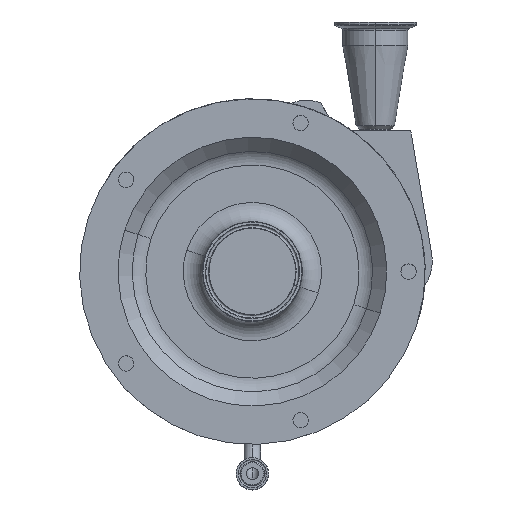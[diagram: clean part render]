
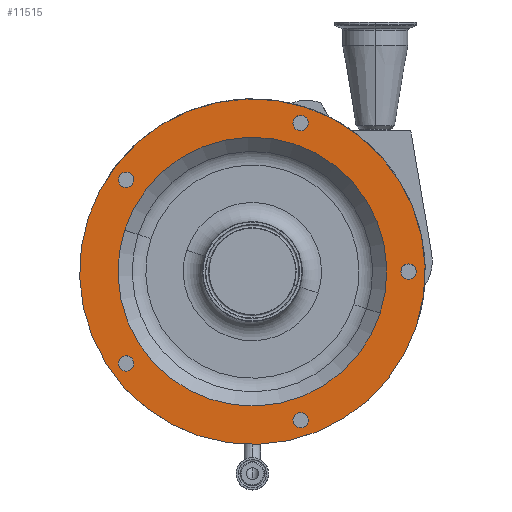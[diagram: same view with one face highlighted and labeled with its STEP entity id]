
A CAD part, top view. The second image highlights one B-rep face of the part: STEP entity #11515.
In plain terms, the highlighted planar face has unit normal (0, 0, 1).
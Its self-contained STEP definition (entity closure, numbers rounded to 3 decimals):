
#92 = FACE_BOUND ( 'NONE', #15465, .T. ) ;
#346 = AXIS2_PLACEMENT_3D ( 'NONE', #15479, #11129, #15295 ) ;
#515 = DIRECTION ( 'NONE',  ( 0., 0., 1. ) ) ;
#621 = CIRCLE ( 'NONE', #9214, 135. ) ;
#736 = ORIENTED_EDGE ( 'NONE', *, *, #7009, .F. ) ;
#848 = CARTESIAN_POINT ( 'NONE',  ( 31.994, 117.883, 212.5 ) ) ;
#926 = CIRCLE ( 'NONE', #4493, 6. ) ;
#1000 = ORIENTED_EDGE ( 'NONE', *, *, #1608, .F. ) ;
#1115 = DIRECTION ( 'NONE',  ( 0.951, -0.309, 0. ) ) ;
#1190 = DIRECTION ( 'NONE',  ( 0., -1., 0. ) ) ;
#1278 = CARTESIAN_POINT ( 'NONE',  ( 43.406, 114.175, 212.5 ) ) ;
#1418 = VERTEX_POINT ( 'NONE', #15953 ) ;
#1592 = PLANE ( 'NONE',  #10492 ) ;
#1608 = EDGE_CURVE ( 'NONE', #9459, #14196, #14242, .T. ) ;
#2151 = AXIS2_PLACEMENT_3D ( 'NONE', #4148, #13668, #18045 ) ;
#2367 = DIRECTION ( 'NONE',  ( 0., 0., 1. ) ) ;
#2515 = EDGE_CURVE ( 'NONE', #7130, #14338, #16356, .T. ) ;
#2653 = DIRECTION ( 'NONE',  ( 0., 0., 1. ) ) ;
#2849 = DIRECTION ( 'NONE',  ( 0.951, -0.309, 0. ) ) ;
#2937 = DIRECTION ( 'NONE',  ( 0., 0., 1. ) ) ;
#2982 = DIRECTION ( 'NONE',  ( 0., -1., 0. ) ) ;
#3028 = CARTESIAN_POINT ( 'NONE',  ( 128.393, -41.717, 212.5 ) ) ;
#3151 = EDGE_CURVE ( 'NONE', #14338, #7130, #6325, .T. ) ;
#3190 = DIRECTION ( 'NONE',  ( 0.951, -0.309, 0. ) ) ;
#3311 = AXIS2_PLACEMENT_3D ( 'NONE', #10705, #515, #17587 ) ;
#3547 = VERTEX_POINT ( 'NONE', #1278 ) ;
#3600 = CIRCLE ( 'NONE', #11283, 6. ) ;
#3721 = EDGE_CURVE ( 'NONE', #14196, #9459, #17810, .T. ) ;
#4114 = CARTESIAN_POINT ( 'NONE',  ( -98.7, -71.71, 212.5 ) ) ;
#4148 = CARTESIAN_POINT ( 'NONE',  ( -98.7, -71.71, 212.5 ) ) ;
#4270 = CARTESIAN_POINT ( 'NONE',  ( -128.393, 41.717, 212.5 ) ) ;
#4493 = AXIS2_PLACEMENT_3D ( 'NONE', #13935, #15146, #13561 ) ;
#4544 = CIRCLE ( 'NONE', #5740, 6. ) ;
#4652 = FACE_BOUND ( 'NONE', #15917, .T. ) ;
#4970 = VERTEX_POINT ( 'NONE', #848 ) ;
#5019 = CARTESIAN_POINT ( 'NONE',  ( 37.7, -116.029, 212.5 ) ) ;
#5348 = CIRCLE ( 'NONE', #12993, 6. ) ;
#5567 = CARTESIAN_POINT ( 'NONE',  ( 122., 0., 212.5 ) ) ;
#5573 = ORIENTED_EDGE ( 'NONE', *, *, #12762, .F. ) ;
#5740 = AXIS2_PLACEMENT_3D ( 'NONE', #6446, #9653, #9298 ) ;
#5775 = FACE_OUTER_BOUND ( 'NONE', #9724, .T. ) ;
#5863 = DIRECTION ( 'NONE',  ( 0., 0., -1. ) ) ;
#6045 = ORIENTED_EDGE ( 'NONE', *, *, #3721, .F. ) ;
#6312 = AXIS2_PLACEMENT_3D ( 'NONE', #15040, #2367, #13641 ) ;
#6325 = CIRCLE ( 'NONE', #13672, 6. ) ;
#6446 = CARTESIAN_POINT ( 'NONE',  ( -98.7, 71.71, 212.5 ) ) ;
#6615 = CARTESIAN_POINT ( 'NONE',  ( -95.173, -76.564, 212.5 ) ) ;
#6653 = CARTESIAN_POINT ( 'NONE',  ( 122., -6., 212.5 ) ) ;
#6725 = DIRECTION ( 'NONE',  ( -0.588, 0.809, 0. ) ) ;
#6877 = CARTESIAN_POINT ( 'NONE',  ( 37.7, 116.029, 212.5 ) ) ;
#6933 = CARTESIAN_POINT ( 'NONE',  ( -102.227, -66.856, 212.5 ) ) ;
#7009 = EDGE_CURVE ( 'NONE', #10348, #14427, #13760, .T. ) ;
#7126 = CARTESIAN_POINT ( 'NONE',  ( -99.861, 32.447, 212.5 ) ) ;
#7130 = VERTEX_POINT ( 'NONE', #6653 ) ;
#7256 = CARTESIAN_POINT ( 'NONE',  ( 12.052, 37.091, 212.5 ) ) ;
#7468 = EDGE_CURVE ( 'NONE', #13631, #12793, #12312, .T. ) ;
#7886 = DIRECTION ( 'NONE',  ( -0.951, -0.309, 0. ) ) ;
#8129 = VERTEX_POINT ( 'NONE', #11180 ) ;
#8137 = CARTESIAN_POINT ( 'NONE',  ( 37.7, 116.029, 212.5 ) ) ;
#8177 = DIRECTION ( 'NONE',  ( 0., 0., 1. ) ) ;
#8387 = CIRCLE ( 'NONE', #10749, 6. ) ;
#9060 = AXIS2_PLACEMENT_3D ( 'NONE', #12272, #16459, #18120 ) ;
#9077 = AXIS2_PLACEMENT_3D ( 'NONE', #17554, #10498, #3190 ) ;
#9214 = AXIS2_PLACEMENT_3D ( 'NONE', #15612, #2937, #2849 ) ;
#9285 = CARTESIAN_POINT ( 'NONE',  ( -95.173, 76.564, 212.5 ) ) ;
#9298 = DIRECTION ( 'NONE',  ( 0.588, 0.809, 0. ) ) ;
#9368 = ORIENTED_EDGE ( 'NONE', *, *, #7468, .T. ) ;
#9459 = VERTEX_POINT ( 'NONE', #7126 ) ;
#9605 = CIRCLE ( 'NONE', #14019, 6. ) ;
#9653 = DIRECTION ( 'NONE',  ( 0., 0., 1. ) ) ;
#9724 = EDGE_LOOP ( 'NONE', ( #12144, #9368 ) ) ;
#9837 = DIRECTION ( 'NONE',  ( 0., 0., 1. ) ) ;
#10013 = EDGE_CURVE ( 'NONE', #12610, #16254, #5348, .T. ) ;
#10111 = CIRCLE ( 'NONE', #2151, 6. ) ;
#10183 = FACE_BOUND ( 'NONE', #12981, .T. ) ;
#10269 = FACE_BOUND ( 'NONE', #16770, .T. ) ;
#10348 = VERTEX_POINT ( 'NONE', #9285 ) ;
#10424 = EDGE_LOOP ( 'NONE', ( #14161, #12259 ) ) ;
#10492 = AXIS2_PLACEMENT_3D ( 'NONE', #7256, #5863, #2982 ) ;
#10498 = DIRECTION ( 'NONE',  ( 0., 0., 1. ) ) ;
#10619 = EDGE_CURVE ( 'NONE', #3547, #4970, #8387, .T. ) ;
#10705 = CARTESIAN_POINT ( 'NONE',  ( 0., 0., 212.5 ) ) ;
#10749 = AXIS2_PLACEMENT_3D ( 'NONE', #6877, #8177, #1115 ) ;
#10820 = ORIENTED_EDGE ( 'NONE', *, *, #2515, .F. ) ;
#11017 = DIRECTION ( 'NONE',  ( 0., 0., 1. ) ) ;
#11129 = DIRECTION ( 'NONE',  ( 0., 0., 1. ) ) ;
#11180 = CARTESIAN_POINT ( 'NONE',  ( 31.994, -117.883, 212.5 ) ) ;
#11283 = AXIS2_PLACEMENT_3D ( 'NONE', #8137, #2653, #12453 ) ;
#11515 = ADVANCED_FACE ( 'NONE', ( #5775, #92, #17423, #4652, #10183, #10269, #14531 ), #1592, .F. ) ;
#12144 = ORIENTED_EDGE ( 'NONE', *, *, #12948, .T. ) ;
#12256 = ORIENTED_EDGE ( 'NONE', *, *, #3151, .F. ) ;
#12259 = ORIENTED_EDGE ( 'NONE', *, *, #16732, .F. ) ;
#12272 = CARTESIAN_POINT ( 'NONE',  ( -98.7, 71.71, 212.5 ) ) ;
#12312 = CIRCLE ( 'NONE', #9077, 135. ) ;
#12453 = DIRECTION ( 'NONE',  ( 0.951, -0.309, 0. ) ) ;
#12610 = VERTEX_POINT ( 'NONE', #6933 ) ;
#12624 = ORIENTED_EDGE ( 'NONE', *, *, #14819, .F. ) ;
#12671 = EDGE_CURVE ( 'NONE', #8129, #1418, #926, .T. ) ;
#12762 = EDGE_CURVE ( 'NONE', #4970, #3547, #3600, .T. ) ;
#12793 = VERTEX_POINT ( 'NONE', #3028 ) ;
#12948 = EDGE_CURVE ( 'NONE', #12793, #13631, #621, .T. ) ;
#12981 = EDGE_LOOP ( 'NONE', ( #736, #12624 ) ) ;
#12993 = AXIS2_PLACEMENT_3D ( 'NONE', #4114, #9837, #6725 ) ;
#13187 = CARTESIAN_POINT ( 'NONE',  ( 99.861, -32.447, 212.5 ) ) ;
#13561 = DIRECTION ( 'NONE',  ( -0.951, -0.309, 0. ) ) ;
#13631 = VERTEX_POINT ( 'NONE', #4270 ) ;
#13641 = DIRECTION ( 'NONE',  ( 0., -1., 0. ) ) ;
#13668 = DIRECTION ( 'NONE',  ( 0., 0., 1. ) ) ;
#13672 = AXIS2_PLACEMENT_3D ( 'NONE', #5567, #11017, #1190 ) ;
#13689 = DIRECTION ( 'NONE',  ( 0., 0., 1. ) ) ;
#13760 = CIRCLE ( 'NONE', #9060, 6. ) ;
#13874 = EDGE_CURVE ( 'NONE', #16254, #12610, #10111, .T. ) ;
#13935 = CARTESIAN_POINT ( 'NONE',  ( 37.7, -116.029, 212.5 ) ) ;
#14019 = AXIS2_PLACEMENT_3D ( 'NONE', #5019, #13689, #7886 ) ;
#14161 = ORIENTED_EDGE ( 'NONE', *, *, #12671, .F. ) ;
#14196 = VERTEX_POINT ( 'NONE', #13187 ) ;
#14242 = CIRCLE ( 'NONE', #346, 105. ) ;
#14338 = VERTEX_POINT ( 'NONE', #15229 ) ;
#14427 = VERTEX_POINT ( 'NONE', #18116 ) ;
#14472 = ORIENTED_EDGE ( 'NONE', *, *, #10619, .F. ) ;
#14476 = EDGE_LOOP ( 'NONE', ( #6045, #1000 ) ) ;
#14531 = FACE_BOUND ( 'NONE', #14476, .T. ) ;
#14819 = EDGE_CURVE ( 'NONE', #14427, #10348, #4544, .T. ) ;
#15040 = CARTESIAN_POINT ( 'NONE',  ( 122., 0., 212.5 ) ) ;
#15137 = ORIENTED_EDGE ( 'NONE', *, *, #10013, .F. ) ;
#15146 = DIRECTION ( 'NONE',  ( 0., 0., 1. ) ) ;
#15229 = CARTESIAN_POINT ( 'NONE',  ( 122., 6., 212.5 ) ) ;
#15295 = DIRECTION ( 'NONE',  ( 0.951, -0.309, 0. ) ) ;
#15465 = EDGE_LOOP ( 'NONE', ( #10820, #12256 ) ) ;
#15479 = CARTESIAN_POINT ( 'NONE',  ( 0., 0., 212.5 ) ) ;
#15612 = CARTESIAN_POINT ( 'NONE',  ( 0., 0., 212.5 ) ) ;
#15917 = EDGE_LOOP ( 'NONE', ( #15137, #18052 ) ) ;
#15953 = CARTESIAN_POINT ( 'NONE',  ( 43.406, -114.175, 212.5 ) ) ;
#16254 = VERTEX_POINT ( 'NONE', #6615 ) ;
#16356 = CIRCLE ( 'NONE', #6312, 6. ) ;
#16459 = DIRECTION ( 'NONE',  ( 0., 0., 1. ) ) ;
#16732 = EDGE_CURVE ( 'NONE', #1418, #8129, #9605, .T. ) ;
#16770 = EDGE_LOOP ( 'NONE', ( #14472, #5573 ) ) ;
#17423 = FACE_BOUND ( 'NONE', #10424, .T. ) ;
#17554 = CARTESIAN_POINT ( 'NONE',  ( 0., 0., 212.5 ) ) ;
#17587 = DIRECTION ( 'NONE',  ( 0.951, -0.309, 0. ) ) ;
#17810 = CIRCLE ( 'NONE', #3311, 105. ) ;
#18045 = DIRECTION ( 'NONE',  ( -0.588, 0.809, 0. ) ) ;
#18052 = ORIENTED_EDGE ( 'NONE', *, *, #13874, .F. ) ;
#18116 = CARTESIAN_POINT ( 'NONE',  ( -102.227, 66.856, 212.5 ) ) ;
#18120 = DIRECTION ( 'NONE',  ( 0.588, 0.809, 0. ) ) ;
